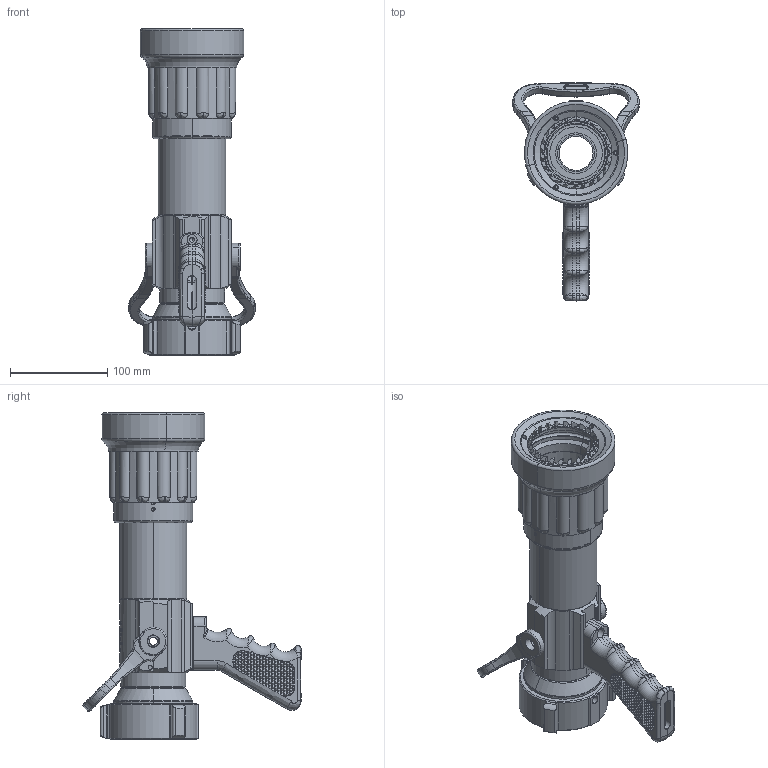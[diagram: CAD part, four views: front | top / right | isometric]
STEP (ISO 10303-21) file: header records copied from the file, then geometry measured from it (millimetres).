
FILE_DESCRIPTION (( 'STEP AP203' ), '1' );
FILE_NAME ('DSM-30-FG_4081448_Oshkosh.STEP', '2013-07-03T22:17:04', ( '' ), ( '' ), 'SwSTEP 2.0', 'SolidWorks 2013', '' );
FILE_SCHEMA (( 'CONFIG_CONTROL_DESIGN' ));
Length unit declared in the file: inch
Products named in the file (16): Release-Details 15000 - 19999BASE-DIRECT CONNECT 2.5 FS15633001A10NULL; jmt-RAN 500teeth ring5887500010NULL; Products.Nozzles.SFM (Phantom)-SFM-HPG (Rigid Teeth)ADAPTER - BASE (F-S)1161100120NULL; jmt-RAN 500ring-tooth retainer5763100120NULL; Products.Nozzles.SM-30F-SM-30F2-5 Alum F-S Dir-Con Base Assy Short9910530140NULL; Release-Details 30000 - 34999Grip-Bumper (SM-30F) Yellow3365500010NULL; Release-Details 15000 - 19999BODY - VALVE1696600150NULL; Release-Details 15000 - 19999Body - Nozzle (SM-30-F)1712700120NULL; Products.Nozzles.SFM (Phantom)-SFM-HPG (Rigid Teeth)HANDLE - HORSHU (DOUBLE STOP)3608600010NULL; Products.Nozzles.SM-30F-TSM-30FSM-30-F Power Cell Quad8049510130NULL; Products.Nozzles.SM-30F-DSM-30FDSM-30-FG Nozzle Assy w Pistol GripDSM-30-FG10NULL; Products.Nozzles.SM-30F-SM-30FSM-30-F Nozzle Sub-AssySM-30-F20NULL; DSM-30-FG_4081448_Oshkosh; Products.Nozzles.SFM (Phantom)-SFM-HPG (Rigid Teeth)Grip-Pistol (Knurled) Aluminum33781001A70NULL; Products.Swivels-2.52.5 NH Swivel-OBG 3-RL (Aluminum)6306900160NULL; Release-Details 60000 - 64999Tip Retainer Sleeve Alum (SM-30-F)6167200110NULL
Assembly tree (15 placements, depth 5):
  DSM-30-FG_4081448_Oshkosh
    Products.Nozzles.SM-30F-DSM-30FDSM-30-FG Nozzle Assy w Pistol GripDSM-30-FG10NULL
      Products.Nozzles.SM-30F-SM-30FSM-30-F Nozzle Sub-AssySM-30-F20NULL
        Release-Details 60000 - 64999Tip Retainer Sleeve Alum (SM-30-F)6167200110NULL
        jmt-RAN 500teeth ring5887500010NULL
        jmt-RAN 500ring-tooth retainer5763100120NULL
        Release-Details 30000 - 34999Grip-Bumper (SM-30F) Yellow3365500010NULL
        Products.Nozzles.SM-30F-TSM-30FSM-30-F Power Cell Quad8049510130NULL
          Release-Details 15000 - 19999Body - Nozzle (SM-30-F)1712700120NULL
      Products.Nozzles.SFM (Phantom)-SFM-HPG (Rigid Teeth)Grip-Pistol (Knurled) Aluminum33781001A70NULL
      Products.Nozzles.SM-30F-SM-30F2-5 Alum F-S Dir-Con Base Assy Short9910530140NULL
        Products.Swivels-2.52.5 NH Swivel-OBG 3-RL (Aluminum)6306900160NULL
        Release-Details 15000 - 19999BASE-DIRECT CONNECT 2.5 FS15633001A10NULL
        Products.Nozzles.SFM (Phantom)-SFM-HPG (Rigid Teeth)ADAPTER - BASE (F-S)1161100120NULL
      Release-Details 15000 - 19999BODY - VALVE1696600150NULL
      Products.Nozzles.SFM (Phantom)-SFM-HPG (Rigid Teeth)HANDLE - HORSHU (DOUBLE STOP)3608600010NULL
Bounding box: 129.78 x 223.83 x 335.34 mm (x, y, z)
Volume: 804242.3 mm3; surface area: 307012.7 mm2
Topology: 11 solids, 11 shells, 3275 faces, 6897 edges, 3689 vertices
Faces by surface type: plane 2362, cylinder 509, bspline 197, torus 117, cone 90
Entity records: 105937 total; most frequent: CARTESIAN_POINT 38198, ORIENTED_EDGE 13696, DIRECTION 13307, EDGE_CURVE 6848, AXIS2_PLACEMENT_3D 4570, LINE 4167, VECTOR 4167, VERTEX_POINT 3690
